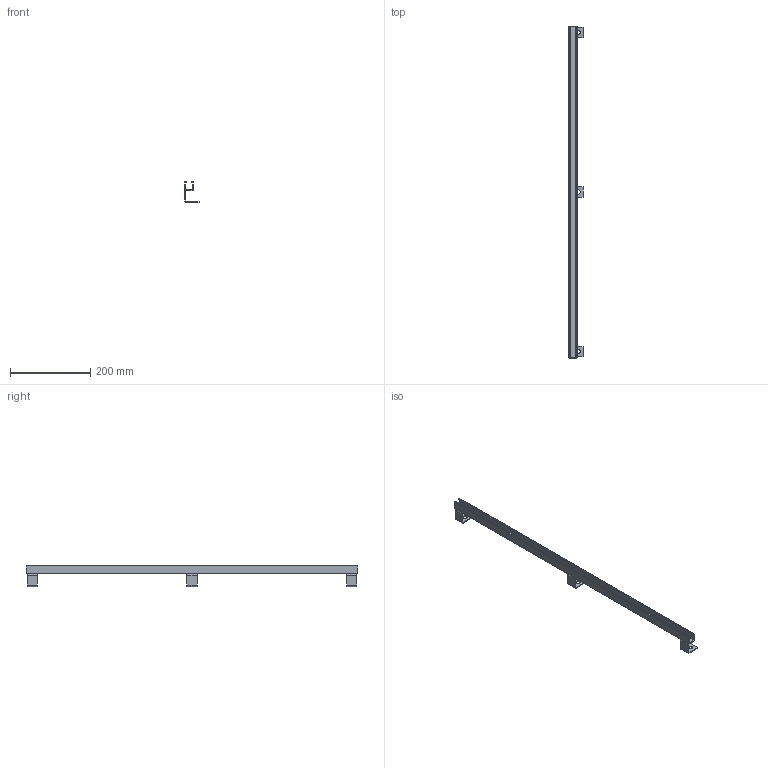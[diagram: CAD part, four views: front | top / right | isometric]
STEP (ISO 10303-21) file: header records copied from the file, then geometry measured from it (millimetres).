
FILE_DESCRIPTION (( 'STEP AP214' ), '1' );
FILE_NAME ('18B336.STEP', '2019-09-13T17:50:44', ( '' ), ( '' ), 'SwSTEP 2.0', 'SolidWorks 2018', '' );
FILE_SCHEMA (( 'AUTOMOTIVE_DESIGN' ));
Length unit declared in the file: inch
Products named in the file (1): 18B336
Bounding box: 34.95 x 825.5 x 52.4 mm (x, y, z)
Volume: 71680.1 mm3; surface area: 128655.8 mm2
Topology: 4 solids, 4 shells, 75 faces, 201 edges, 134 vertices
Faces by surface type: plane 48, cylinder 27
Full cylindrical faces by diameter (mm): 11.1 x3
Entity records: 3394 total; most frequent: CARTESIAN_POINT 408, DIRECTION 404, ORIENTED_EDGE 396, EDGE_CURVE 198, LINE 144, VECTOR 144, VERTEX_POINT 134, AXIS2_PLACEMENT_3D 130
